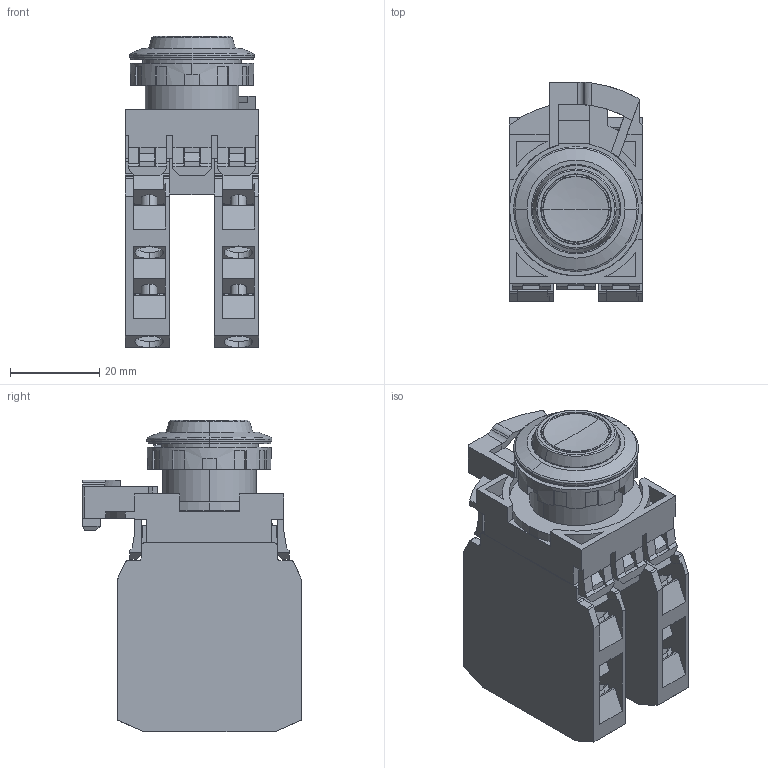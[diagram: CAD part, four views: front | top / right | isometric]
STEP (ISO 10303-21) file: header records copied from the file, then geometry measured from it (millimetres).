
FILE_DESCRIPTION (( 'STEP AP214' ), '1' );
FILE_NAME ('14_CW[1][4]B-A1E22$.STEP', '2020-09-23T02:00:42', ( 'IDEC' ), ( 'IDEC' ), 'SwSTEP 2.0', 'SolidWorks 2019', '' );
FILE_SCHEMA (( 'AUTOMOTIVE_DESIGN' ));
Length unit declared in the file: millimetre
Products named in the file (7): 14_CW[1][4]B-A1E22$; CW-ROUND-EXTEND-BUTTON; CW-LOCK-NUT; CW-CN; YW-EWxx; CW-PB-AL-BODY; CW-CB-DUMMY-BLOCK
Assembly tree (7 placements, depth 2):
  14_CW[1][4]B-A1E22$
    CW-PB-AL-BODY
    CW-ROUND-EXTEND-BUTTON
    CW-CN
    CW-CB-DUMMY-BLOCK
    CW-LOCK-NUT
    YW-EWxx  x2
Bounding box: 30 x 49.2 x 69.8 mm (x, y, z)
Volume: 47743 mm3; surface area: 29528.7 mm2
Topology: 7 solids, 7 shells, 1302 faces, 3463 edges, 2203 vertices
Faces by surface type: plane 904, cylinder 282, bspline 70, cone 46
Entity records: 27121 total; most frequent: CARTESIAN_POINT 5977, ORIENTED_EDGE 4522, DIRECTION 4135, EDGE_CURVE 2261, LINE 1657, VECTOR 1657, VERTEX_POINT 1443, AXIS2_PLACEMENT_3D 1239
